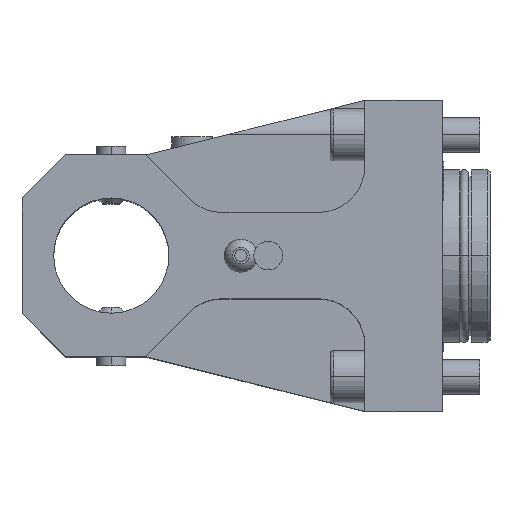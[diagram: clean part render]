
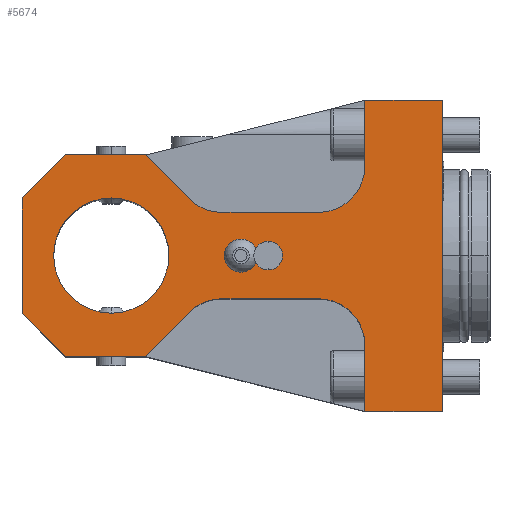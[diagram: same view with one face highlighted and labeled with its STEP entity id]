
A CAD part, top view. The second image highlights one B-rep face of the part: STEP entity #5674.
In plain terms, the highlighted planar face has unit normal (0, 0, 1).
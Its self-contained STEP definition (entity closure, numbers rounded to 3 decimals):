
#550=DIRECTION('',(0.707,-0.707,0.));
#551=VECTOR('',#550,21.657);
#552=CARTESIAN_POINT('',(-103.205,35.,102.));
#553=LINE('',#552,#551);
#554=CARTESIAN_POINT('',(-76.578,31.,102.));
#555=DIRECTION('',(0.,0.,1.));
#556=DIRECTION('',(-0.707,-0.707,0.));
#557=AXIS2_PLACEMENT_3D('',#554,#555,#556);
#559=DIRECTION('',(1.,0.,0.));
#560=VECTOR('',#559,33.578);
#561=CARTESIAN_POINT('',(-76.578,15.,102.));
#562=LINE('',#561,#560);
#563=CARTESIAN_POINT('',(-43.,31.,102.));
#564=DIRECTION('',(0.,0.,1.));
#565=DIRECTION('',(0.,-1.,0.));
#566=AXIS2_PLACEMENT_3D('',#563,#564,#565);
#568=DIRECTION('',(0.,-1.,0.));
#569=VECTOR('',#568,23.);
#570=CARTESIAN_POINT('',(-27.,54.,102.));
#571=LINE('',#570,#569);
#572=DIRECTION('',(-1.,0.,0.));
#573=VECTOR('',#572,27.);
#574=CARTESIAN_POINT('',(0.,54.,102.));
#575=LINE('',#574,#573);
#576=DIRECTION('',(0.,1.,0.));
#577=VECTOR('',#576,108.);
#578=CARTESIAN_POINT('',(0.,-54.,102.));
#579=LINE('',#578,#577);
#580=DIRECTION('',(1.,0.,0.));
#581=VECTOR('',#580,27.);
#582=CARTESIAN_POINT('',(-27.,-54.,102.));
#583=LINE('',#582,#581);
#584=DIRECTION('',(0.,1.,0.));
#585=VECTOR('',#584,23.);
#586=CARTESIAN_POINT('',(-27.,-54.,102.));
#587=LINE('',#586,#585);
#588=CARTESIAN_POINT('',(-43.,-31.,102.));
#589=DIRECTION('',(0.,0.,1.));
#590=DIRECTION('',(1.,0.,0.));
#591=AXIS2_PLACEMENT_3D('',#588,#589,#590);
#593=DIRECTION('',(-1.,0.,0.));
#594=VECTOR('',#593,33.578);
#595=CARTESIAN_POINT('',(-43.,-15.,102.));
#596=LINE('',#595,#594);
#597=CARTESIAN_POINT('',(-76.578,-31.,102.));
#598=DIRECTION('',(0.,0.,1.));
#599=DIRECTION('',(0.,1.,0.));
#600=AXIS2_PLACEMENT_3D('',#597,#598,#599);
#602=DIRECTION('',(-0.707,-0.707,0.));
#603=VECTOR('',#602,21.657);
#604=CARTESIAN_POINT('',(-87.891,-19.686,102.));
#605=LINE('',#604,#603);
#606=DIRECTION('',(1.,0.,0.));
#607=VECTOR('',#606,27.795);
#608=CARTESIAN_POINT('',(-131.,-35.,102.));
#609=LINE('',#608,#607);
#610=DIRECTION('',(0.707,-0.707,0.));
#611=VECTOR('',#610,21.213);
#612=CARTESIAN_POINT('',(-146.,-20.,102.));
#613=LINE('',#612,#611);
#614=DIRECTION('',(0.,-1.,0.));
#615=VECTOR('',#614,40.);
#616=CARTESIAN_POINT('',(-146.,20.,102.));
#617=LINE('',#616,#615);
#618=DIRECTION('',(-0.707,-0.707,0.));
#619=VECTOR('',#618,21.213);
#620=CARTESIAN_POINT('',(-131.,35.,102.));
#621=LINE('',#620,#619);
#622=DIRECTION('',(-1.,0.,0.));
#623=VECTOR('',#622,27.795);
#624=CARTESIAN_POINT('',(-103.205,35.,102.));
#625=LINE('',#624,#623);
#626=CARTESIAN_POINT('',(-115.,0.,102.));
#627=DIRECTION('',(0.,0.,1.));
#628=DIRECTION('',(0.,1.,0.));
#629=AXIS2_PLACEMENT_3D('',#626,#627,#628);
#631=CARTESIAN_POINT('',(-115.,0.,102.));
#632=DIRECTION('',(0.,0.,1.));
#633=DIRECTION('',(0.,-1.,0.));
#634=AXIS2_PLACEMENT_3D('',#631,#632,#633);
#636=CARTESIAN_POINT('',(-70.,0.,102.));
#637=DIRECTION('',(0.,0.,1.));
#638=DIRECTION('',(0.,1.,0.));
#639=AXIS2_PLACEMENT_3D('',#636,#637,#638);
#641=CARTESIAN_POINT('',(-70.,0.,102.));
#642=DIRECTION('',(0.,0.,1.));
#643=DIRECTION('',(0.,-1.,0.));
#644=AXIS2_PLACEMENT_3D('',#641,#642,#643);
#646=CARTESIAN_POINT('',(-60.5,0.,102.));
#647=DIRECTION('',(0.,0.,-1.));
#648=DIRECTION('',(0.,1.,0.));
#649=AXIS2_PLACEMENT_3D('',#646,#647,#648);
#651=CARTESIAN_POINT('',(-60.5,0.,102.));
#652=DIRECTION('',(0.,0.,-1.));
#653=DIRECTION('',(0.,-1.,0.));
#654=AXIS2_PLACEMENT_3D('',#651,#652,#653);
#4214=CARTESIAN_POINT('',(0.,-54.,102.));
#4215=CARTESIAN_POINT('',(0.,54.,102.));
#4216=VERTEX_POINT('',#4214);
#4217=VERTEX_POINT('',#4215);
#4218=CARTESIAN_POINT('',(-131.,35.,102.));
#4219=CARTESIAN_POINT('',(-146.,20.,102.));
#4220=VERTEX_POINT('',#4218);
#4221=VERTEX_POINT('',#4219);
#4222=CARTESIAN_POINT('',(-146.,-20.,102.));
#4223=VERTEX_POINT('',#4222);
#4224=CARTESIAN_POINT('',(-131.,-35.,102.));
#4225=VERTEX_POINT('',#4224);
#4242=CARTESIAN_POINT('',(-103.205,35.,102.));
#4243=CARTESIAN_POINT('',(-87.891,19.686,102.));
#4244=VERTEX_POINT('',#4242);
#4245=VERTEX_POINT('',#4243);
#4246=CARTESIAN_POINT('',(-27.,-54.,102.));
#4247=CARTESIAN_POINT('',(-27.,-31.,102.));
#4248=VERTEX_POINT('',#4246);
#4249=VERTEX_POINT('',#4247);
#4250=CARTESIAN_POINT('',(-43.,-15.,102.));
#4251=CARTESIAN_POINT('',(-76.578,-15.,102.));
#4252=VERTEX_POINT('',#4250);
#4253=VERTEX_POINT('',#4251);
#4254=CARTESIAN_POINT('',(-87.891,-19.686,102.));
#4255=CARTESIAN_POINT('',(-103.205,-35.,102.));
#4256=VERTEX_POINT('',#4254);
#4257=VERTEX_POINT('',#4255);
#4276=CARTESIAN_POINT('',(-76.578,15.,102.));
#4277=VERTEX_POINT('',#4276);
#4278=CARTESIAN_POINT('',(-43.,15.,102.));
#4279=CARTESIAN_POINT('',(-27.,31.,102.));
#4280=VERTEX_POINT('',#4278);
#4281=VERTEX_POINT('',#4279);
#4324=CARTESIAN_POINT('',(-27.,54.,102.));
#4325=VERTEX_POINT('',#4324);
#4382=CARTESIAN_POINT('',(-115.,20.,102.));
#4383=CARTESIAN_POINT('',(-115.,-20.,102.));
#4384=VERTEX_POINT('',#4382);
#4385=VERTEX_POINT('',#4383);
#4641=CARTESIAN_POINT('',(-70.,5.754,102.));
#4642=CARTESIAN_POINT('',(-70.,-5.754,102.));
#4643=VERTEX_POINT('',#4641);
#4644=VERTEX_POINT('',#4642);
#4669=CARTESIAN_POINT('',(-60.5,2.5,102.));
#4670=CARTESIAN_POINT('',(-60.5,-2.5,102.));
#4671=VERTEX_POINT('',#4669);
#4672=VERTEX_POINT('',#4670);
#5616=CARTESIAN_POINT('',(0.,0.,102.));
#5617=DIRECTION('',(0.,0.,1.));
#5618=DIRECTION('',(0.,1.,0.));
#5619=AXIS2_PLACEMENT_3D('',#5616,#5617,#5618);
#5620=PLANE('',#5619);
#5622=ORIENTED_EDGE('',*,*,#5621,.T.);
#5624=ORIENTED_EDGE('',*,*,#5623,.T.);
#5626=ORIENTED_EDGE('',*,*,#5625,.T.);
#5628=ORIENTED_EDGE('',*,*,#5627,.T.);
#5629=ORIENTED_EDGE('',*,*,#5599,.F.);
#5630=ORIENTED_EDGE('',*,*,#5588,.F.);
#5632=ORIENTED_EDGE('',*,*,#5631,.F.);
#5634=ORIENTED_EDGE('',*,*,#5633,.F.);
#5636=ORIENTED_EDGE('',*,*,#5635,.T.);
#5638=ORIENTED_EDGE('',*,*,#5637,.T.);
#5640=ORIENTED_EDGE('',*,*,#5639,.T.);
#5642=ORIENTED_EDGE('',*,*,#5641,.T.);
#5644=ORIENTED_EDGE('',*,*,#5643,.T.);
#5645=ORIENTED_EDGE('',*,*,#5185,.F.);
#5647=ORIENTED_EDGE('',*,*,#5646,.F.);
#5649=ORIENTED_EDGE('',*,*,#5648,.F.);
#5651=ORIENTED_EDGE('',*,*,#5650,.F.);
#5653=ORIENTED_EDGE('',*,*,#5652,.F.);
#5654=EDGE_LOOP('',(#5622,#5624,#5626,#5628,#5629,#5630,#5632,#5634,#5636,#5638,
#5640,#5642,#5644,#5645,#5647,#5649,#5651,#5653));
#5655=FACE_OUTER_BOUND('',#5654,.F.);
#5657=ORIENTED_EDGE('',*,*,#5656,.T.);
#5659=ORIENTED_EDGE('',*,*,#5658,.T.);
#5660=EDGE_LOOP('',(#5657,#5659));
#5661=FACE_BOUND('',#5660,.F.);
#5663=ORIENTED_EDGE('',*,*,#5662,.T.);
#5665=ORIENTED_EDGE('',*,*,#5664,.T.);
#5666=EDGE_LOOP('',(#5663,#5665));
#5667=FACE_BOUND('',#5666,.F.);
#5669=ORIENTED_EDGE('',*,*,#5668,.F.);
#5671=ORIENTED_EDGE('',*,*,#5670,.F.);
#5672=EDGE_LOOP('',(#5669,#5671));
#5673=FACE_BOUND('',#5672,.F.);
#5674=ADVANCED_FACE('',(#5655,#5661,#5667,#5673),#5620,.T.);
#558=CIRCLE('',#557,16.);
#567=CIRCLE('',#566,16.);
#592=CIRCLE('',#591,16.);
#601=CIRCLE('',#600,16.);
#630=CIRCLE('',#629,20.);
#635=CIRCLE('',#634,20.);
#640=CIRCLE('',#639,5.754);
#645=CIRCLE('',#644,5.754);
#650=CIRCLE('',#649,2.5);
#655=CIRCLE('',#654,2.5);
#5185=EDGE_CURVE('',#4225,#4257,#609,.T.);
#5588=EDGE_CURVE('',#4217,#4325,#575,.T.);
#5599=EDGE_CURVE('',#4325,#4281,#571,.T.);
#5621=EDGE_CURVE('',#4244,#4245,#553,.T.);
#5623=EDGE_CURVE('',#4245,#4277,#558,.T.);
#5625=EDGE_CURVE('',#4277,#4280,#562,.T.);
#5627=EDGE_CURVE('',#4280,#4281,#567,.T.);
#5631=EDGE_CURVE('',#4216,#4217,#579,.T.);
#5633=EDGE_CURVE('',#4248,#4216,#583,.T.);
#5635=EDGE_CURVE('',#4248,#4249,#587,.T.);
#5637=EDGE_CURVE('',#4249,#4252,#592,.T.);
#5639=EDGE_CURVE('',#4252,#4253,#596,.T.);
#5641=EDGE_CURVE('',#4253,#4256,#601,.T.);
#5643=EDGE_CURVE('',#4256,#4257,#605,.T.);
#5646=EDGE_CURVE('',#4223,#4225,#613,.T.);
#5648=EDGE_CURVE('',#4221,#4223,#617,.T.);
#5650=EDGE_CURVE('',#4220,#4221,#621,.T.);
#5652=EDGE_CURVE('',#4244,#4220,#625,.T.);
#5656=EDGE_CURVE('',#4384,#4385,#630,.T.);
#5658=EDGE_CURVE('',#4385,#4384,#635,.T.);
#5662=EDGE_CURVE('',#4643,#4644,#640,.T.);
#5664=EDGE_CURVE('',#4644,#4643,#645,.T.);
#5668=EDGE_CURVE('',#4671,#4672,#650,.T.);
#5670=EDGE_CURVE('',#4672,#4671,#655,.T.);
